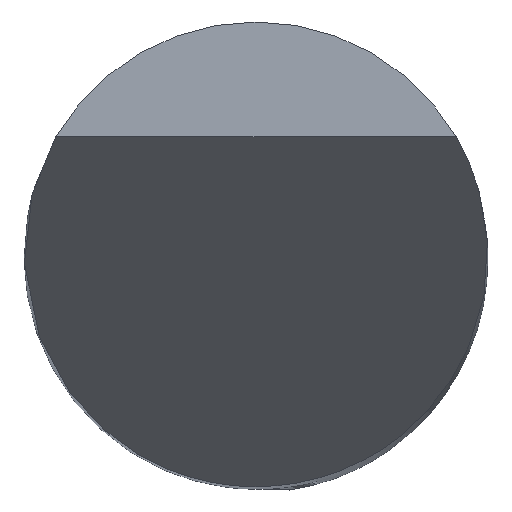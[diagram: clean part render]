
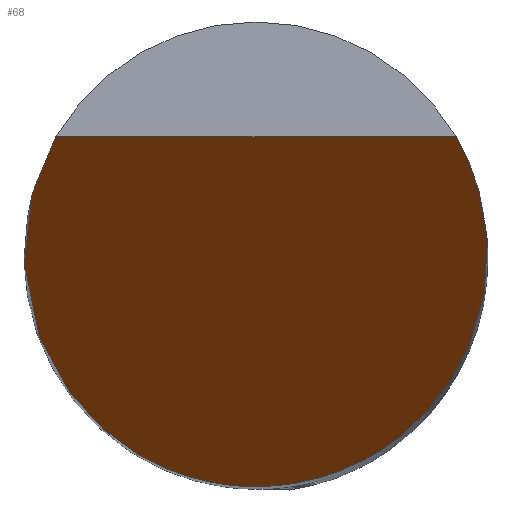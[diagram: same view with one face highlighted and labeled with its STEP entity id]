
A CAD part, top view. The second image highlights one B-rep face of the part: STEP entity #68.
In plain terms, the highlighted planar face has unit normal (0, -0.866, 0.5).
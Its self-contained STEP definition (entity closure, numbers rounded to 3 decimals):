
#50=PLANE('',#563);
#68=ADVANCED_FACE('',(#102),#50,.F.);
#102=FACE_OUTER_BOUND('',#130,.T.);
#130=EDGE_LOOP('',(#247,#248,#249));
#162=LINE('',#800,#194);
#194=VECTOR('',#615,1.);
#247=ORIENTED_EDGE('',*,*,#433,.T.);
#248=ORIENTED_EDGE('',*,*,#420,.T.);
#249=ORIENTED_EDGE('',*,*,#435,.T.);
#373=VERTEX_POINT('',#756);
#374=VERTEX_POINT('',#761);
#386=VERTEX_POINT('',#801);
#420=EDGE_CURVE('',#374,#373,#511,.T.);
#433=EDGE_CURVE('',#386,#374,#162,.T.);
#435=EDGE_CURVE('',#373,#386,#516,.T.);
#511=(
BOUNDED_CURVE()
B_SPLINE_CURVE(3,(#757,#758,#759,#760),.UNSPECIFIED.,.F.,.F.)
B_SPLINE_CURVE_WITH_KNOTS((4,4),(0.,1.),.UNSPECIFIED.)
CURVE()
GEOMETRIC_REPRESENTATION_ITEM()
RATIONAL_B_SPLINE_CURVE((1.,0.665,0.665,1.))
REPRESENTATION_ITEM('')
);
#516=(
BOUNDED_CURVE()
B_SPLINE_CURVE(3,(#804,#805,#806,#807),.UNSPECIFIED.,.F.,.F.)
B_SPLINE_CURVE_WITH_KNOTS((4,4),(0.,1.),.UNSPECIFIED.)
CURVE()
GEOMETRIC_REPRESENTATION_ITEM()
RATIONAL_B_SPLINE_CURVE((1.,0.665,0.665,1.))
REPRESENTATION_ITEM('')
);
#563=AXIS2_PLACEMENT_3D('',#808,#620,#621);
#615=DIRECTION('',(-1.,0.,0.));
#620=DIRECTION('',(0.,0.866,-0.5));
#621=DIRECTION('',(0.,0.5,0.866));
#756=CARTESIAN_POINT('',(0.,-2.,-3.464));
#757=CARTESIAN_POINT('',(-1.726,1.01,1.75));
#758=CARTESIAN_POINT('',(-2.605,-0.491,-0.85));
#759=CARTESIAN_POINT('',(-1.74,-2.,-3.464));
#760=CARTESIAN_POINT('',(0.,-2.,-3.464));
#761=CARTESIAN_POINT('',(-1.726,1.01,1.75));
#800=CARTESIAN_POINT('',(0.,1.01,1.75));
#801=CARTESIAN_POINT('',(1.726,1.01,1.75));
#804=CARTESIAN_POINT('',(0.,-2.,-3.464));
#805=CARTESIAN_POINT('',(1.74,-2.,-3.464));
#806=CARTESIAN_POINT('',(2.605,-0.491,-0.85));
#807=CARTESIAN_POINT('',(1.726,1.01,1.75));
#808=CARTESIAN_POINT('',(2.,-2.,-3.464));
